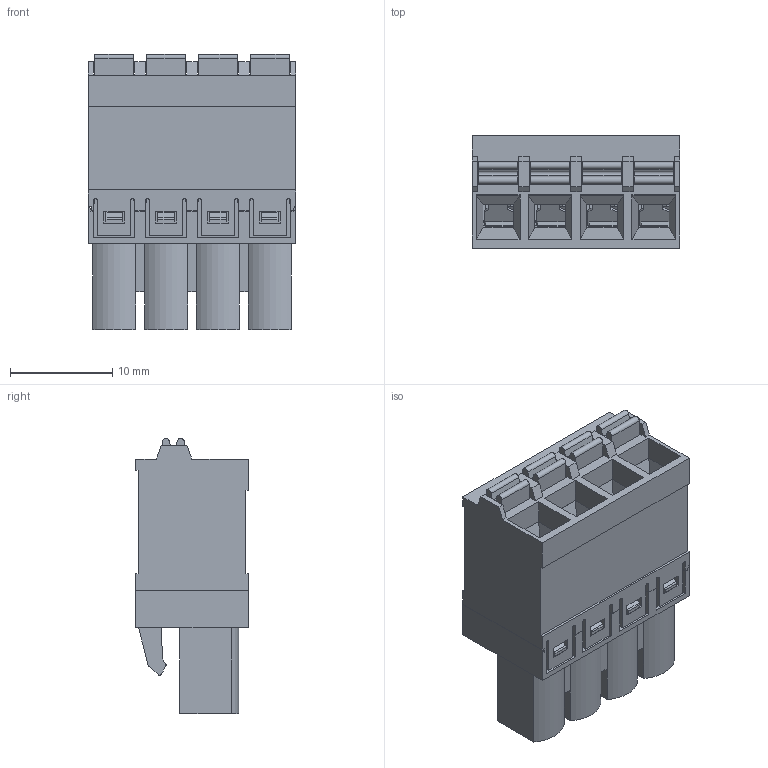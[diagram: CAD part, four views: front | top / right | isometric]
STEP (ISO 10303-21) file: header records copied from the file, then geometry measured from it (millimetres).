
FILE_DESCRIPTION(/* description */ ('Unknown'),/* implementation_level */ '2;1');
FILE_NAME(/* name */ '691304500004',/* time_stamp */ '2021-06-03T13:54:34+02:00',/* author */ ('Unknown'),/* organization */ ('Unknown'),/* preprocessor_version */ 'ST-DEVELOPER v16.7',/* originating_system */ 'Solid Edge',/* authorisation */ 'Unknown');
FILE_SCHEMA (('AP242_MANAGED_MODEL_BASED_3D_ENGINEERING_MIM_LF { 1 0 10303 442 1 1 4 }','AUTOMOTIVE_DESIGN {1 0 10303 214 3 1 1}'));
Length unit declared in the file: millimetre
Products named in the file (6): 6913045000xx; 691304500004; 691304530004_Bas; 6913045300xx_Levier; 6913045300xx_Lamelle; 6913045300xx_Pin
Assembly tree (14 placements, depth 2):
  6913045000xx
    691304500004
    691304530004_Bas
    6913045300xx_Levier  x4
    6913045300xx_Lamelle  x4
    6913045300xx_Pin  x4
Bounding box: 20.32 x 11 x 26.91 mm (x, y, z)
Volume: 2493.8 mm3; surface area: 8112 mm2
Topology: 14 solids, 14 shells, 1564 faces, 4349 edges, 2826 vertices
Faces by surface type: plane 1178, cylinder 370, bspline 12, cone 4
Full cylindrical faces by diameter (mm): 1.5 x4, 3 x4
Entity records: 29703 total; most frequent: CARTESIAN_POINT 5362, ORIENTED_EDGE 5172, DIRECTION 4735, EDGE_CURVE 2586, LINE 2301, VECTOR 2301, VERTEX_POINT 1687, AXIS2_PLACEMENT_3D 1217
